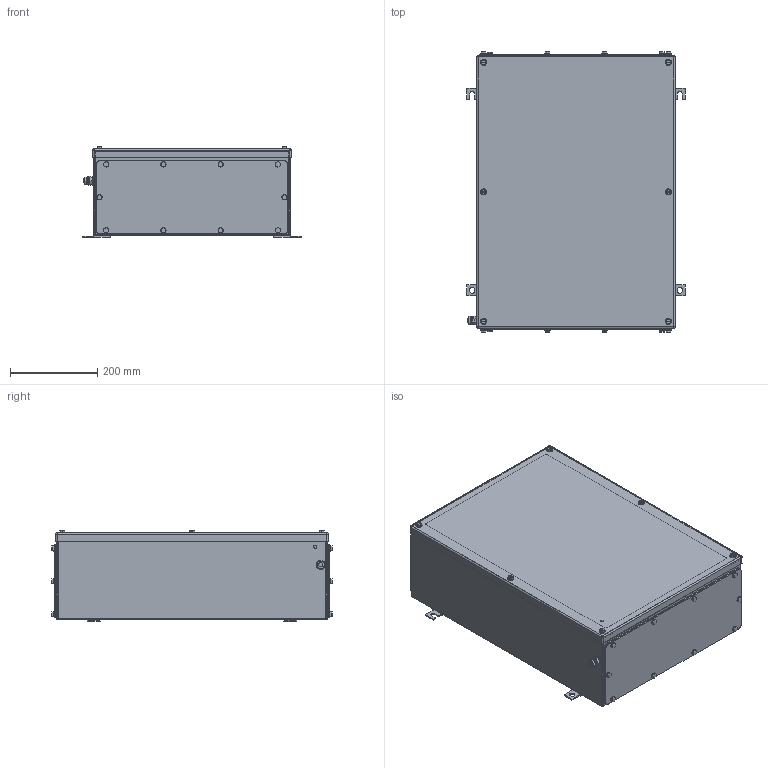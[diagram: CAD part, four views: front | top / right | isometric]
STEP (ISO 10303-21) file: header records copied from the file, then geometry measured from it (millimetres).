
FILE_DESCRIPTION(('CATIA V5 STEP Exchange','CAx-IF Rec.Pracs.--- Model Styling and Organization---1.4--- 2014-01-23'),'2;1');
FILE_NAME ('008686-4_2_1196470000_1196470000.stp','2019-09-25T08:43:12+00:00',('none'),('Weidmueller'),'CATIA Version 5-6 Release 2016 SP3 HF44','CATIA V5 STEP AP214','none');
FILE_SCHEMA(('AUTOMOTIVE_DESIGN { 1 0 10303 214 1 1 1 1 }'));
Products named in the file (1): Product6_AllCATPart
Bounding box: 501 x 642 x 208.5 mm (x, y, z)
Volume: 2174803.6 mm3; surface area: 2460145.6 mm2
Topology: 90 solids, 90 shells, 1932 faces, 4420 edges, 2736 vertices
Faces by surface type: cylinder 818, plane 668, cone 388, torus 42, sphere 16
Entity records: 51633 total; most frequent: CARTESIAN_POINT 11118, ORIENTED_EDGE 8680, DIRECTION 6715, EDGE_CURVE 4340, AXIS2_PLACEMENT_3D 3202, VERTEX_POINT 2736, EDGE_LOOP 2276, VECTOR 2150
